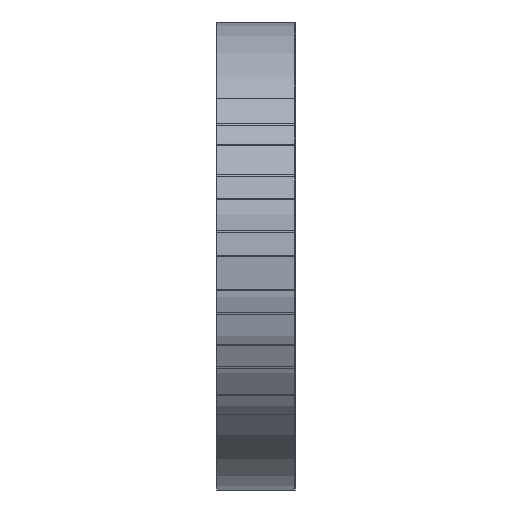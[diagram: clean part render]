
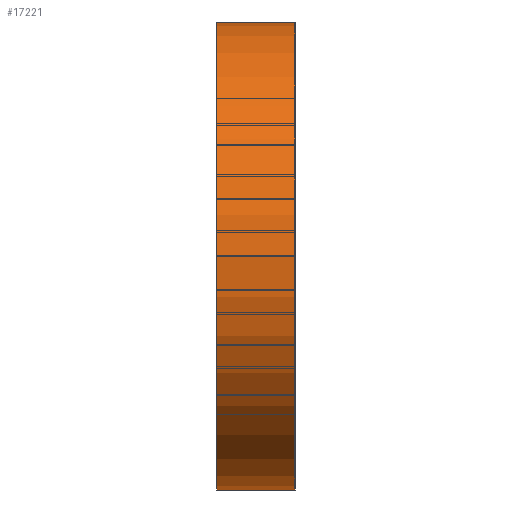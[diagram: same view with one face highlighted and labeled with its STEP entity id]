
A CAD part, left-side view. The second image highlights one B-rep face of the part: STEP entity #17221.
In plain terms, the highlighted cylindrical face has radius 38.1 mm (diameter 76.2 mm), a partial arc.
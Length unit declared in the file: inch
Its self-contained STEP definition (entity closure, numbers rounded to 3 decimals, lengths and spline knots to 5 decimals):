
#1970 = FACE_OUTER_BOUND ( 'NONE', #14891, .T. ) ;
#2628 = EDGE_CURVE ( 'NONE', #17229, #37103, #25322, .T. ) ;
#3210 = DIRECTION ( 'NONE',  ( 0., 0., -1. ) ) ;
#3272 = CARTESIAN_POINT ( 'NONE',  ( -12.55006, 0., -1.5 ) ) ;
#4494 = CIRCLE ( 'NONE', #18685, 1.5 ) ;
#6577 = CARTESIAN_POINT ( 'NONE',  ( -12.55006, 0.5, -1.5 ) ) ;
#7597 = AXIS2_PLACEMENT_3D ( 'NONE', #23426, #29269, #3210 ) ;
#8377 = CARTESIAN_POINT ( 'NONE',  ( -12.55006, 0.5, 1.5 ) ) ;
#9214 = VECTOR ( 'NONE', #37405, 39.37008 ) ;
#9326 = CARTESIAN_POINT ( 'NONE',  ( -12.55006, 0.5, 0. ) ) ;
#11297 = ORIENTED_EDGE ( 'NONE', *, *, #26306, .F. ) ;
#12241 = DIRECTION ( 'NONE',  ( 0., 0., 1. ) ) ;
#13119 = AXIS2_PLACEMENT_3D ( 'NONE', #9326, #29582, #12241 ) ;
#13326 = CARTESIAN_POINT ( 'NONE',  ( -12.55006, 0., 0. ) ) ;
#14891 = EDGE_LOOP ( 'NONE', ( #27718, #24250, #11297, #27826 ) ) ;
#16254 = DIRECTION ( 'NONE',  ( 0., 0., 1. ) ) ;
#16918 = LINE ( 'NONE', #37271, #9214 ) ;
#16967 = EDGE_CURVE ( 'NONE', #20053, #24293, #16918, .T. ) ;
#17221 = ADVANCED_FACE ( 'NONE', ( #1970 ), #23243, .T. ) ;
#17229 = VERTEX_POINT ( 'NONE', #23548 ) ;
#18685 = AXIS2_PLACEMENT_3D ( 'NONE', #13326, #33624, #16254 ) ;
#20053 = VERTEX_POINT ( 'NONE', #8377 ) ;
#23227 = CARTESIAN_POINT ( 'NONE',  ( -12.55006, 0., 1.5 ) ) ;
#23243 = CYLINDRICAL_SURFACE ( 'NONE', #7597, 1.5 ) ;
#23426 = CARTESIAN_POINT ( 'NONE',  ( -12.55006, 0.5, 0. ) ) ;
#23548 = CARTESIAN_POINT ( 'NONE',  ( -12.55006, 0.5, -1.5 ) ) ;
#24250 = ORIENTED_EDGE ( 'NONE', *, *, #16967, .F. ) ;
#24293 = VERTEX_POINT ( 'NONE', #23227 ) ;
#25322 = LINE ( 'NONE', #6577, #31197 ) ;
#26306 = EDGE_CURVE ( 'NONE', #17229, #20053, #33866, .T. ) ;
#27718 = ORIENTED_EDGE ( 'NONE', *, *, #32796, .T. ) ;
#27826 = ORIENTED_EDGE ( 'NONE', *, *, #2628, .T. ) ;
#29269 = DIRECTION ( 'NONE',  ( 0., -1., 0. ) ) ;
#29582 = DIRECTION ( 'NONE',  ( 0., 1., 0. ) ) ;
#31197 = VECTOR ( 'NONE', #35582, 39.37008 ) ;
#32796 = EDGE_CURVE ( 'NONE', #37103, #24293, #4494, .T. ) ;
#33624 = DIRECTION ( 'NONE',  ( 0., 1., 0. ) ) ;
#33866 = CIRCLE ( 'NONE', #13119, 1.5 ) ;
#35582 = DIRECTION ( 'NONE',  ( 0., -1., 0. ) ) ;
#37103 = VERTEX_POINT ( 'NONE', #3272 ) ;
#37271 = CARTESIAN_POINT ( 'NONE',  ( -12.55006, 0.5, 1.5 ) ) ;
#37405 = DIRECTION ( 'NONE',  ( 0., -1., 0. ) ) ;
